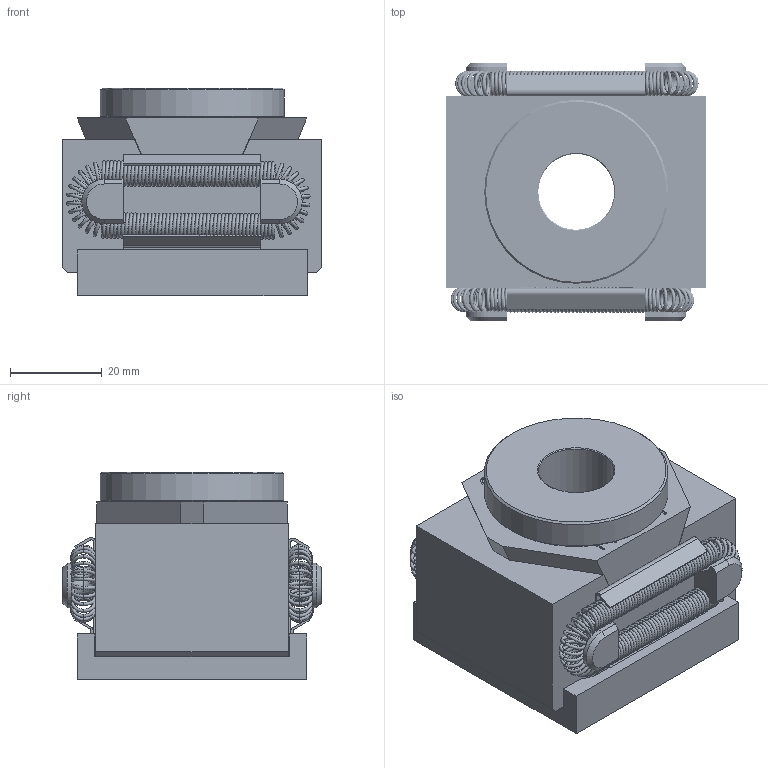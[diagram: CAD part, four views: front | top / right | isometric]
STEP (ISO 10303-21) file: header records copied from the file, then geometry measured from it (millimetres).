
FILE_DESCRIPTION(/* description */ (''),/* implementation_level */ '2;1');
FILE_NAME(/* name */ 'FK2-VT-PD.stp',/* time_stamp */ '2015-01-21T12:51:30+02:00',/* author */ ('tuuja'),/* organization */ (''),/* preprocessor_version */ 'ST-DEVELOPER v15.6',/* originating_system */ 'Autodesk Inventor 2015',/* authorisation */ '');
FILE_SCHEMA (('AUTOMOTIVE_DESIGN { 1 0 10303 214 3 1 1 }'));
Length unit declared in the file: millimetre
Products named in the file (9): F-spring pääty+suorat; F-spring_pääty; F-Spring; PLFK2-VT-S; SIF; KIFK2-VT; FB1; FP; FK2-VT-PD
Assembly tree (11 placements, depth 3):
  FK2-VT-PD
    F-Spring  x2
      F-spring pääty+suorat
      F-spring_pääty
    PLFK2-VT-S  x2
    SIF  x2
    KIFK2-VT
    FB1
    FP
Bounding box: 56.4 x 56.2 x 45.19 mm (x, y, z)
Volume: 84449.3 mm3; surface area: 42855.1 mm2
Topology: 11 solids, 11 shells, 1227 faces, 2997 edges, 1798 vertices
Faces by surface type: plane 549, torus 483, bspline 124, cylinder 60, cone 11
Full cylindrical faces by diameter (mm): 16.5 x1, 17 x1, 24 x1, 40 x1
Entity records: 19201 total; most frequent: CARTESIAN_POINT 4566, DIRECTION 2949, ORIENTED_EDGE 2684, EDGE_CURVE 1342, AXIS2_PLACEMENT_3D 1226, EDGE_LOOP 1009, VERTEX_POINT 877, FACE_OUTER_BOUND 737
